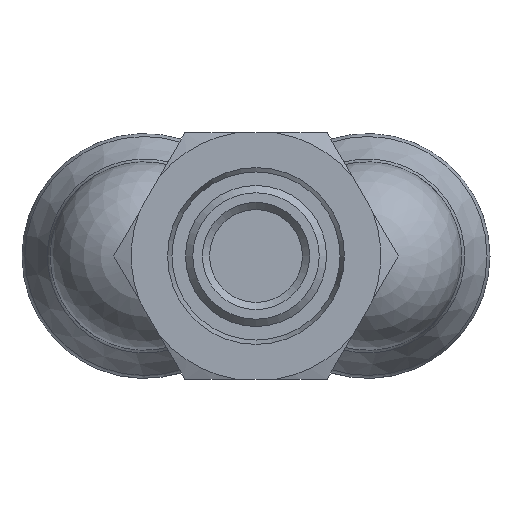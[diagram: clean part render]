
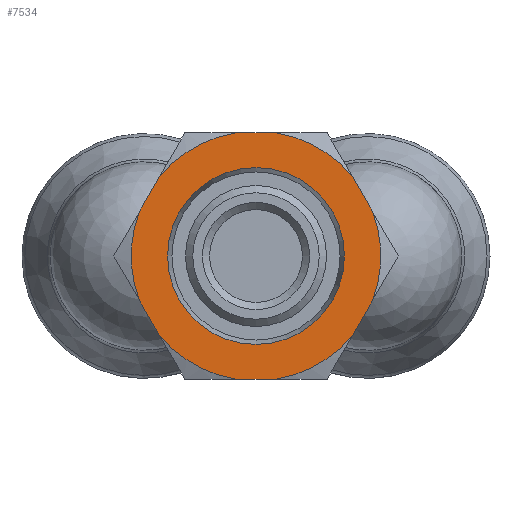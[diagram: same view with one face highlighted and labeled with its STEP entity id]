
A CAD part, front view. The second image highlights one B-rep face of the part: STEP entity #7534.
In plain terms, the highlighted face is planar.
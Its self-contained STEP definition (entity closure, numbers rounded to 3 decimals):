
#7097=CARTESIAN_POINT('',(-21.1,0.0,-6.1));
#7098=VERTEX_POINT('',#7097);
#7099=CARTESIAN_POINT('',(-21.1,0.0,0.0));
#7100=DIRECTION('',(1.0,0.0,0.0));
#7101=DIRECTION('',(0.0,0.0,-1.0));
#7102=AXIS2_PLACEMENT_3D('',#7099,#7100,#7101);
#7103=CIRCLE('',#7102,6.1);
#7104=EDGE_CURVE('',#7098,#7098,#7103,.T.);
#7205=CARTESIAN_POINT('',(-21.1,-8.063,3.035));
#7206=VERTEX_POINT('',#7205);
#7222=CARTESIAN_POINT('',(-21.1,-8.063,-3.035));
#7223=VERTEX_POINT('',#7222);
#7224=CARTESIAN_POINT('',(-21.1,0.,0.0));
#7225=DIRECTION('',(-1.0,0.0,0.0));
#7226=DIRECTION('',(0.0,1.0,0.0));
#7227=AXIS2_PLACEMENT_3D('',#7224,#7225,#7226);
#7228=CIRCLE('',#7227,8.615);
#7229=EDGE_CURVE('',#7223,#7206,#7228,.T.);
#7254=CARTESIAN_POINT('',(-21.1,-6.66,5.465));
#7255=VERTEX_POINT('',#7254);
#7269=CARTESIAN_POINT('',(-21.1,-1.403,8.5));
#7270=VERTEX_POINT('',#7269);
#7284=CARTESIAN_POINT('',(-21.1,0.,0.0));
#7285=DIRECTION('',(-1.0,0.0,0.0));
#7286=DIRECTION('',(0.0,1.0,0.0));
#7287=AXIS2_PLACEMENT_3D('',#7284,#7285,#7286);
#7288=CIRCLE('',#7287,8.615);
#7289=EDGE_CURVE('',#7255,#7270,#7288,.T.);
#7301=CARTESIAN_POINT('',(-21.1,1.403,8.5));
#7302=VERTEX_POINT('',#7301);
#7316=CARTESIAN_POINT('',(-21.1,6.66,5.465));
#7317=VERTEX_POINT('',#7316);
#7331=CARTESIAN_POINT('',(-21.1,0.,0.0));
#7332=DIRECTION('',(-1.0,0.0,0.0));
#7333=DIRECTION('',(0.0,1.0,0.0));
#7334=AXIS2_PLACEMENT_3D('',#7331,#7332,#7333);
#7335=CIRCLE('',#7334,8.615);
#7336=EDGE_CURVE('',#7302,#7317,#7335,.T.);
#7346=CARTESIAN_POINT('',(-21.1,-6.66,-5.465));
#7347=VERTEX_POINT('',#7346);
#7363=CARTESIAN_POINT('',(-21.1,-1.403,-8.5));
#7364=VERTEX_POINT('',#7363);
#7365=CARTESIAN_POINT('',(-21.1,0.,0.0));
#7366=DIRECTION('',(-1.0,0.0,0.0));
#7367=DIRECTION('',(0.0,1.0,0.0));
#7368=AXIS2_PLACEMENT_3D('',#7365,#7366,#7367);
#7369=CIRCLE('',#7368,8.615);
#7370=EDGE_CURVE('',#7364,#7347,#7369,.T.);
#7393=CARTESIAN_POINT('',(-21.1,1.403,-8.5));
#7394=VERTEX_POINT('',#7393);
#7410=CARTESIAN_POINT('',(-21.1,6.66,-5.465));
#7411=VERTEX_POINT('',#7410);
#7412=CARTESIAN_POINT('',(-21.1,0.,0.0));
#7413=DIRECTION('',(-1.0,0.0,0.0));
#7414=DIRECTION('',(0.0,1.0,0.0));
#7415=AXIS2_PLACEMENT_3D('',#7412,#7413,#7414);
#7416=CIRCLE('',#7415,8.615);
#7417=EDGE_CURVE('',#7411,#7394,#7416,.T.);
#7442=CARTESIAN_POINT('',(-21.1,8.063,3.035));
#7443=VERTEX_POINT('',#7442);
#7457=CARTESIAN_POINT('',(-21.1,8.063,-3.035));
#7458=VERTEX_POINT('',#7457);
#7472=CARTESIAN_POINT('',(-21.1,0.,0.0));
#7473=DIRECTION('',(-1.0,0.0,0.0));
#7474=DIRECTION('',(0.0,1.0,0.0));
#7475=AXIS2_PLACEMENT_3D('',#7472,#7473,#7474);
#7476=CIRCLE('',#7475,8.615);
#7477=EDGE_CURVE('',#7443,#7458,#7476,.T.);
#7482=CARTESIAN_POINT('',(-21.1,6.3,0.0));
#7483=DIRECTION('',(-1.0,0.0,0.0));
#7484=DIRECTION('',(0.0,0.0,1.0));
#7485=AXIS2_PLACEMENT_3D('',#7482,#7483,#7484);
#7486=PLANE('',#7485);
#7487=ORIENTED_EDGE('',*,*,#7477,.T.);
#7488=CARTESIAN_POINT('',(-21.1,6.66,-5.465));
#7489=DIRECTION('',(0.0,0.5,0.866));
#7490=VECTOR('',#7489,2.805);
#7491=LINE('',#7488,#7490);
#7492=EDGE_CURVE('',#7411,#7458,#7491,.T.);
#7493=ORIENTED_EDGE('',*,*,#7492,.F.);
#7494=ORIENTED_EDGE('',*,*,#7417,.T.);
#7495=CARTESIAN_POINT('',(-21.1,-1.403,-8.5));
#7496=DIRECTION('',(0.0,1.0,0.0));
#7497=VECTOR('',#7496,2.805);
#7498=LINE('',#7495,#7497);
#7499=EDGE_CURVE('',#7364,#7394,#7498,.T.);
#7500=ORIENTED_EDGE('',*,*,#7499,.F.);
#7501=ORIENTED_EDGE('',*,*,#7370,.T.);
#7502=CARTESIAN_POINT('',(-21.1,-8.063,-3.035));
#7503=DIRECTION('',(0.0,0.5,-0.866));
#7504=VECTOR('',#7503,2.805);
#7505=LINE('',#7502,#7504);
#7506=EDGE_CURVE('',#7223,#7347,#7505,.T.);
#7507=ORIENTED_EDGE('',*,*,#7506,.F.);
#7508=ORIENTED_EDGE('',*,*,#7229,.T.);
#7509=CARTESIAN_POINT('',(-21.1,-6.66,5.465));
#7510=DIRECTION('',(0.0,-0.5,-0.866));
#7511=VECTOR('',#7510,2.805);
#7512=LINE('',#7509,#7511);
#7513=EDGE_CURVE('',#7255,#7206,#7512,.T.);
#7514=ORIENTED_EDGE('',*,*,#7513,.F.);
#7515=ORIENTED_EDGE('',*,*,#7289,.T.);
#7516=CARTESIAN_POINT('',(-21.1,1.403,8.5));
#7517=DIRECTION('',(0.0,-1.0,0.0));
#7518=VECTOR('',#7517,2.805);
#7519=LINE('',#7516,#7518);
#7520=EDGE_CURVE('',#7302,#7270,#7519,.T.);
#7521=ORIENTED_EDGE('',*,*,#7520,.F.);
#7522=ORIENTED_EDGE('',*,*,#7336,.T.);
#7523=CARTESIAN_POINT('',(-21.1,8.063,3.035));
#7524=DIRECTION('',(0.0,-0.5,0.866));
#7525=VECTOR('',#7524,2.805);
#7526=LINE('',#7523,#7525);
#7527=EDGE_CURVE('',#7443,#7317,#7526,.T.);
#7528=ORIENTED_EDGE('',*,*,#7527,.F.);
#7529=EDGE_LOOP('',(#7487,#7493,#7494,#7500,#7501,#7507,#7508,#7514,#7515,#7521,#7522,#7528));
#7530=FACE_OUTER_BOUND('',#7529,.T.);
#7531=ORIENTED_EDGE('',*,*,#7104,.T.);
#7532=EDGE_LOOP('',(#7531));
#7533=FACE_BOUND('',#7532,.T.);
#7534=ADVANCED_FACE('',(#7530,#7533),#7486,.T.);
